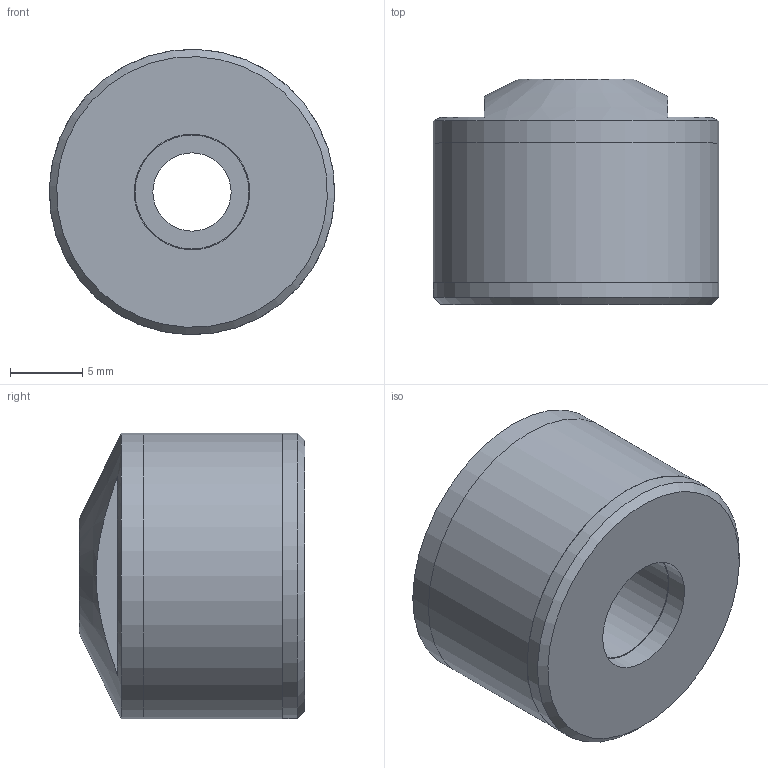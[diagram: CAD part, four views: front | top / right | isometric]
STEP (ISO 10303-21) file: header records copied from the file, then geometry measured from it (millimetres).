
FILE_DESCRIPTION (( 'STEP AP214' ), '1' );
FILE_NAME ('CTSC-001637.STEP', '2025-09-17T13:43:49', ( '' ), ( '' ), 'SwSTEP 2.0', 'SolidWorks 2023', '' );
FILE_SCHEMA (( 'AUTOMOTIVE_DESIGN' ));
Length unit declared in the file: inch
Products named in the file (1): CTSC-001637
Bounding box: 19.74 x 15.6 x 19.74 mm (x, y, z)
Volume: 3657.3 mm3; surface area: 2761 mm2
Topology: 3 solids, 3 shells, 18 faces, 29 edges, 19 vertices
Faces by surface type: plane 10, cylinder 6, cone 2
Full cylindrical faces by diameter (mm): 5.41 x1, 7.874 x1, 7.988 x1, 19.736 x3
Entity records: 451 total; most frequent: CARTESIAN_POINT 79, DIRECTION 72, ORIENTED_EDGE 40, AXIS2_PLACEMENT_3D 35, EDGE_LOOP 34, FACE_OUTER_BOUND 24, EDGE_CURVE 20, ADVANCED_FACE 18
